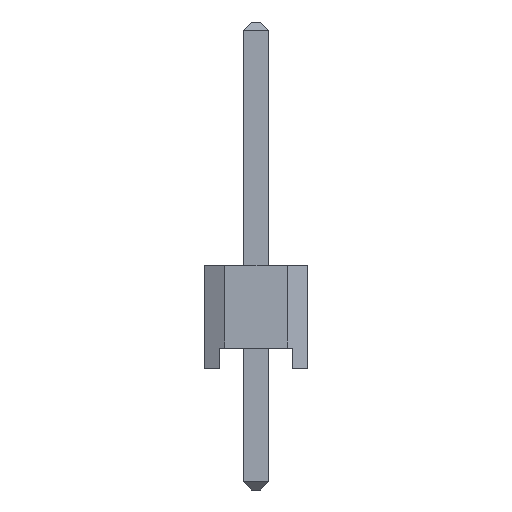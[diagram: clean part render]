
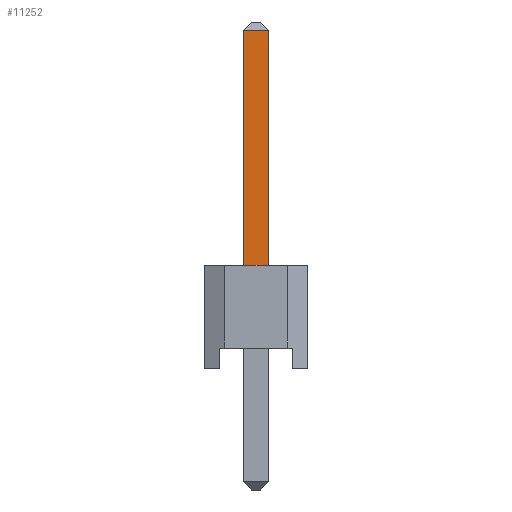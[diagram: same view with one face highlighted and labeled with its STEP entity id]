
A CAD part, left-side view. The second image highlights one B-rep face of the part: STEP entity #11252.
In plain terms, the highlighted planar face has unit normal (-1, 0, 0).
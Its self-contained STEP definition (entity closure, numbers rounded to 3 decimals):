
#1684=ORIENTED_EDGE('',*,*,#2861,.F.);
#1685=ORIENTED_EDGE('',*,*,#3142,.T.);
#1686=ORIENTED_EDGE('',*,*,#3141,.T.);
#1687=ORIENTED_EDGE('',*,*,#3143,.F.);
#2861=EDGE_CURVE('',#3825,#3822,#4695,.T.);
#3141=EDGE_CURVE('',#3979,#3980,#4975,.T.);
#3142=EDGE_CURVE('',#3825,#3979,#4976,.T.);
#3143=EDGE_CURVE('',#3822,#3980,#4977,.T.);
#3822=VERTEX_POINT('',#15062);
#3825=VERTEX_POINT('',#15067);
#3979=VERTEX_POINT('',#15633);
#3980=VERTEX_POINT('',#15637);
#4695=LINE('',#15068,#5821);
#4975=LINE('',#15644,#6101);
#4976=LINE('',#15646,#6102);
#4977=LINE('',#15647,#6103);
#5821=VECTOR('',#12775,1000.);
#6101=VECTOR('',#13335,1000.);
#6102=VECTOR('',#13338,1000.);
#6103=VECTOR('',#13339,1000.);
#6698=EDGE_LOOP('',(#1684,#1685,#1686,#1687));
#7182=FACE_BOUND('',#6698,.T.);
#7634=PLANE('',#11711);
#11252=ADVANCED_FACE('',(#7182),#7634,.F.);
#11711=AXIS2_PLACEMENT_3D('',#15645,#13336,#13337);
#12775=DIRECTION('',(0.,0.,-1.));
#13335=DIRECTION('',(0.,0.,-1.));
#13336=DIRECTION('',(1.,0.,0.));
#13337=DIRECTION('',(0.,1.,0.));
#13338=DIRECTION('',(0.,1.,0.));
#13339=DIRECTION('',(0.,1.,0.));
#15062=CARTESIAN_POINT('',(-19.37,1.27,-0.32));
#15067=CARTESIAN_POINT('',(-19.37,1.27,0.32));
#15068=CARTESIAN_POINT('',(-19.37,1.27,0.32));
#15633=CARTESIAN_POINT('',(-19.37,7.07,0.32));
#15637=CARTESIAN_POINT('',(-19.37,7.07,-0.32));
#15644=CARTESIAN_POINT('',(-19.37,7.07,-0.32));
#15645=CARTESIAN_POINT('',(-19.37,-4.27,-0.32));
#15646=CARTESIAN_POINT('',(-19.37,-4.27,0.32));
#15647=CARTESIAN_POINT('',(-19.37,-4.27,-0.32));
